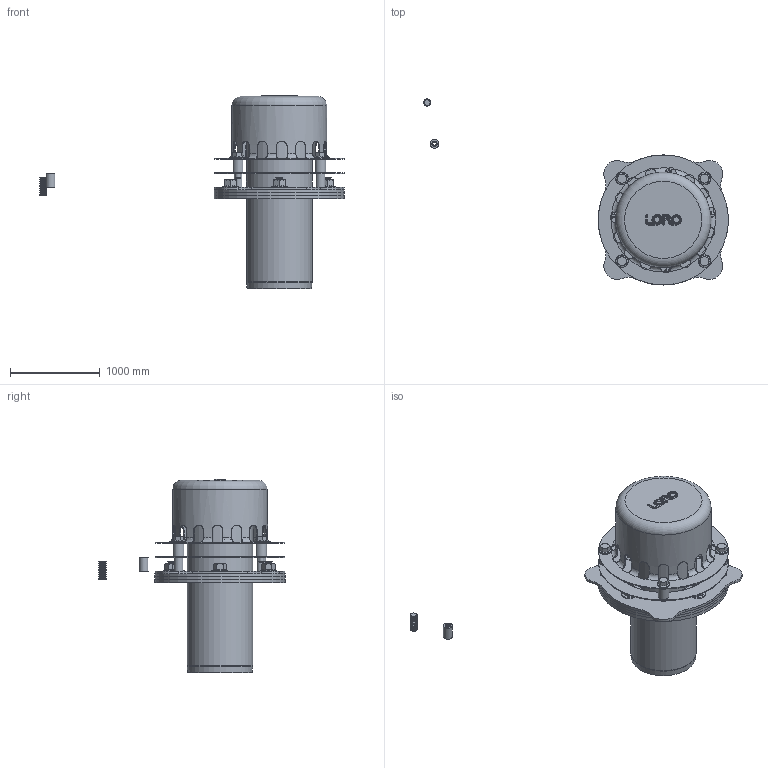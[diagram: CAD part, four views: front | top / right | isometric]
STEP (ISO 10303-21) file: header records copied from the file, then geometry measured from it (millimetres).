
FILE_DESCRIPTION(/* description */ (''),/* implementation_level */ '2;1');
FILE_NAME(/* name */ '21120.070X_3D.stp',/* time_stamp */ '2024-12-12T08:15:06+01:00',/* author */ ('CAD'),/* organization */ (''),/* preprocessor_version */ 'ST-DEVELOPER v20',/* originating_system */ 'AutoCAD Mechanical',/* authorisation */ '');
FILE_SCHEMA (('AUTOMOTIVE_DESIGN { 1 0 10303 214 3 1 1 }'));
Length unit declared in the file: centimetre
Products named in the file (2): Product; *S0
Assembly tree (1 placements, depth 2):
  Product
    *S0
Bounding box: 3393.7 x 2072.84 x 2150 mm (x, y, z)
Volume: 273009345.7 mm3; surface area: 29392133.5 mm2
Topology: 29 solids, 29 shells, 592 faces, 1517 edges, 956 vertices
Faces by surface type: cone 220, plane 182, cylinder 122, torus 59, bspline 9
Full cylindrical faces by diameter (mm): 60 x4, 66.47 x5, 80 x12, 100 x20, 120 x4, 706 x2, 710 x4, 730 x2, 1040 x1, 1060 x1, 1150 x1, 1450 x5
Entity records: 20876 total; most frequent: CARTESIAN_POINT 6733, ORIENTED_EDGE 3022, DIRECTION 2814, EDGE_CURVE 1511, AXIS2_PLACEMENT_3D 1168, VERTEX_POINT 956, EDGE_LOOP 681, FACE_OUTER_BOUND 592
